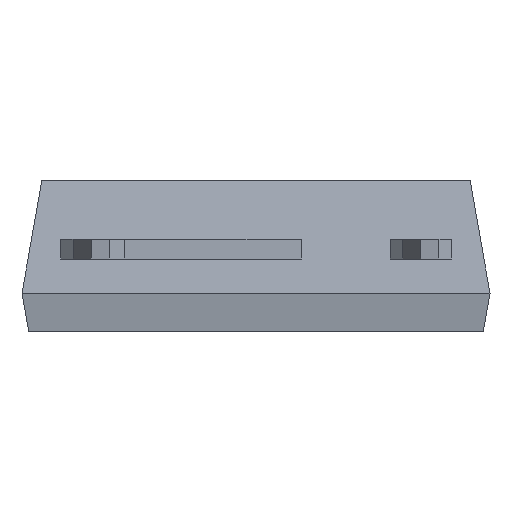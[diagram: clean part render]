
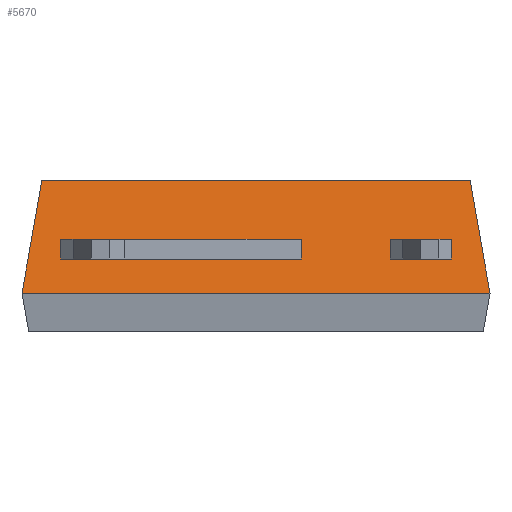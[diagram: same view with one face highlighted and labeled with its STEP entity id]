
A CAD part, front view. The second image highlights one B-rep face of the part: STEP entity #5670.
In plain terms, the highlighted planar face has unit normal (0, -0.985, 0.174).
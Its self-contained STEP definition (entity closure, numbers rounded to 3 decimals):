
#52 = EDGE_CURVE ( 'NONE', #4467, #6363, #7787, .T. ) ;
#206 = ORIENTED_EDGE ( 'NONE', *, *, #2561, .T. ) ;
#260 = LINE ( 'NONE', #6878, #6960 ) ;
#264 = LINE ( 'NONE', #4502, #545 ) ;
#338 = DIRECTION ( 'NONE',  ( 0., 0.174, 0.985 ) ) ;
#373 = CARTESIAN_POINT ( 'NONE',  ( 1.5, -9.761, 1.78 ) ) ;
#379 = VECTOR ( 'NONE', #2009, 1000. ) ;
#475 = LINE ( 'NONE', #4893, #7894 ) ;
#538 = VECTOR ( 'NONE', #3381, 1000. ) ;
#545 = VECTOR ( 'NONE', #6344, 1000. ) ;
#650 = CARTESIAN_POINT ( 'NONE',  ( -7.092, -9.417, 3.73 ) ) ;
#658 = CARTESIAN_POINT ( 'NONE',  ( 4.45, -9.876, 1.13 ) ) ;
#737 = LINE ( 'NONE', #3737, #7204 ) ;
#748 = CARTESIAN_POINT ( 'NONE',  ( -6.47, -9.761, 1.78 ) ) ;
#754 = ORIENTED_EDGE ( 'NONE', *, *, #7788, .T. ) ;
#815 = FACE_OUTER_BOUND ( 'NONE', #1013, .T. ) ;
#931 = VERTEX_POINT ( 'NONE', #748 ) ;
#956 = VERTEX_POINT ( 'NONE', #3618 ) ;
#1013 = EDGE_LOOP ( 'NONE', ( #5745, #3813, #6770, #2550 ) ) ;
#1014 = EDGE_CURVE ( 'NONE', #5194, #931, #7528, .T. ) ;
#1021 = EDGE_CURVE ( 'NONE', #931, #4467, #3943, .T. ) ;
#1027 = CARTESIAN_POINT ( 'NONE',  ( -7.75, -9.761, 1.78 ) ) ;
#1198 = DIRECTION ( 'NONE',  ( 0., -0.174, -0.985 ) ) ;
#1220 = EDGE_CURVE ( 'NONE', #7466, #6117, #4041, .T. ) ;
#1226 = CARTESIAN_POINT ( 'NONE',  ( 7.092, -9.417, 3.73 ) ) ;
#1238 = LINE ( 'NONE', #5502, #7387 ) ;
#1284 = CARTESIAN_POINT ( 'NONE',  ( 6.47, -10.075, 0. ) ) ;
#1301 = LINE ( 'NONE', #7358, #3729 ) ;
#1442 = CARTESIAN_POINT ( 'NONE',  ( -7.75, -10.075, 0. ) ) ;
#1464 = DIRECTION ( 'NONE',  ( 0., -0.174, -0.985 ) ) ;
#1497 = FACE_BOUND ( 'NONE', #5890, .T. ) ;
#1644 = DIRECTION ( 'NONE',  ( 0., -0.174, -0.985 ) ) ;
#1936 = FACE_BOUND ( 'NONE', #3172, .T. ) ;
#1984 = EDGE_CURVE ( 'NONE', #4034, #956, #4352, .T. ) ;
#2007 = PLANE ( 'NONE',  #6046 ) ;
#2009 = DIRECTION ( 'NONE',  ( 0., 0.174, 0.985 ) ) ;
#2026 = LINE ( 'NONE', #4576, #538 ) ;
#2115 = ORIENTED_EDGE ( 'NONE', *, *, #4976, .T. ) ;
#2214 = CARTESIAN_POINT ( 'NONE',  ( 6.47, -9.761, 1.78 ) ) ;
#2493 = CARTESIAN_POINT ( 'NONE',  ( -7.75, -10.075, 0. ) ) ;
#2550 = ORIENTED_EDGE ( 'NONE', *, *, #6012, .T. ) ;
#2561 = EDGE_CURVE ( 'NONE', #6117, #3142, #2026, .T. ) ;
#2770 = ORIENTED_EDGE ( 'NONE', *, *, #1014, .T. ) ;
#2799 = EDGE_CURVE ( 'NONE', #4540, #7258, #6926, .T. ) ;
#2866 = ORIENTED_EDGE ( 'NONE', *, *, #1984, .T. ) ;
#2999 = CARTESIAN_POINT ( 'NONE',  ( -6.47, -9.876, 1.13 ) ) ;
#3034 = EDGE_CURVE ( 'NONE', #6060, #4034, #4152, .T. ) ;
#3142 = VERTEX_POINT ( 'NONE', #4227 ) ;
#3172 = EDGE_LOOP ( 'NONE', ( #2866, #4247, #2115, #5692 ) ) ;
#3243 = DIRECTION ( 'NONE',  ( -0.171, -0.171, -0.97 ) ) ;
#3281 = CARTESIAN_POINT ( 'NONE',  ( -1.5, -10.075, 0. ) ) ;
#3308 = ORIENTED_EDGE ( 'NONE', *, *, #6236, .T. ) ;
#3377 = VERTEX_POINT ( 'NONE', #1226 ) ;
#3381 = DIRECTION ( 'NONE',  ( -1., 0., 0. ) ) ;
#3454 = DIRECTION ( 'NONE',  ( 1., 0., 0. ) ) ;
#3466 = DIRECTION ( 'NONE',  ( 0., -0.174, -0.985 ) ) ;
#3510 = EDGE_CURVE ( 'NONE', #956, #4139, #737, .T. ) ;
#3583 = CARTESIAN_POINT ( 'NONE',  ( -4.45, -9.876, 1.13 ) ) ;
#3618 = CARTESIAN_POINT ( 'NONE',  ( 6.47, -9.876, 1.13 ) ) ;
#3729 = VECTOR ( 'NONE', #4890, 1000. ) ;
#3737 = CARTESIAN_POINT ( 'NONE',  ( -7.75, -9.876, 1.13 ) ) ;
#3765 = EDGE_CURVE ( 'NONE', #6363, #5194, #1301, .T. ) ;
#3813 = ORIENTED_EDGE ( 'NONE', *, *, #6893, .F. ) ;
#3831 = VECTOR ( 'NONE', #1198, 1000. ) ;
#3844 = VERTEX_POINT ( 'NONE', #650 ) ;
#3864 = DIRECTION ( 'NONE',  ( 1., 0., 0. ) ) ;
#3886 = DIRECTION ( 'NONE',  ( 1., 0., 0. ) ) ;
#3943 = LINE ( 'NONE', #6909, #5488 ) ;
#4034 = VERTEX_POINT ( 'NONE', #2214 ) ;
#4035 = CARTESIAN_POINT ( 'NONE',  ( -4.45, -10.075, 0. ) ) ;
#4041 = LINE ( 'NONE', #6437, #4218 ) ;
#4109 = CARTESIAN_POINT ( 'NONE',  ( 1.5, -9.876, 1.13 ) ) ;
#4139 = VERTEX_POINT ( 'NONE', #658 ) ;
#4152 = LINE ( 'NONE', #1027, #5904 ) ;
#4159 = CARTESIAN_POINT ( 'NONE',  ( 7.75, -10.075, 0. ) ) ;
#4183 = CARTESIAN_POINT ( 'NONE',  ( -7.75, -9.417, 3.73 ) ) ;
#4218 = VECTOR ( 'NONE', #1644, 1000. ) ;
#4227 = CARTESIAN_POINT ( 'NONE',  ( -1.5, -9.876, 1.13 ) ) ;
#4247 = ORIENTED_EDGE ( 'NONE', *, *, #3510, .T. ) ;
#4352 = LINE ( 'NONE', #1284, #3831 ) ;
#4467 = VERTEX_POINT ( 'NONE', #6877 ) ;
#4502 = CARTESIAN_POINT ( 'NONE',  ( 4.45, -10.075, 0. ) ) ;
#4540 = VERTEX_POINT ( 'NONE', #2493 ) ;
#4576 = CARTESIAN_POINT ( 'NONE',  ( -7.75, -9.876, 1.13 ) ) ;
#4584 = VECTOR ( 'NONE', #3466, 1000. ) ;
#4692 = CARTESIAN_POINT ( 'NONE',  ( 4.45, -9.761, 1.78 ) ) ;
#4890 = DIRECTION ( 'NONE',  ( -1., 0., 0. ) ) ;
#4893 = CARTESIAN_POINT ( 'NONE',  ( 7.16, -9.485, 3.345 ) ) ;
#4910 = CARTESIAN_POINT ( 'NONE',  ( -1.5, -9.761, 1.78 ) ) ;
#4976 = EDGE_CURVE ( 'NONE', #4139, #6060, #264, .T. ) ;
#5140 = ORIENTED_EDGE ( 'NONE', *, *, #1220, .T. ) ;
#5179 = VERTEX_POINT ( 'NONE', #4910 ) ;
#5194 = VERTEX_POINT ( 'NONE', #2999 ) ;
#5211 = LINE ( 'NONE', #4183, #5965 ) ;
#5448 = DIRECTION ( 'NONE',  ( 0.171, -0.171, -0.97 ) ) ;
#5488 = VECTOR ( 'NONE', #3864, 1000. ) ;
#5502 = CARTESIAN_POINT ( 'NONE',  ( -7.75, -9.761, 1.78 ) ) ;
#5670 = ADVANCED_FACE ( 'NONE', ( #1936, #1497, #6826, #815 ), #2007, .T. ) ;
#5692 = ORIENTED_EDGE ( 'NONE', *, *, #3034, .T. ) ;
#5705 = CARTESIAN_POINT ( 'NONE',  ( -6.47, -10.075, 0. ) ) ;
#5745 = ORIENTED_EDGE ( 'NONE', *, *, #2799, .T. ) ;
#5890 = EDGE_LOOP ( 'NONE', ( #206, #3308, #754, #5140 ) ) ;
#5904 = VECTOR ( 'NONE', #3454, 1000. ) ;
#5965 = VECTOR ( 'NONE', #7237, 1000. ) ;
#6012 = EDGE_CURVE ( 'NONE', #3844, #4540, #260, .T. ) ;
#6046 = AXIS2_PLACEMENT_3D ( 'NONE', #6868, #6331, #1464 ) ;
#6060 = VERTEX_POINT ( 'NONE', #4692 ) ;
#6117 = VERTEX_POINT ( 'NONE', #4109 ) ;
#6236 = EDGE_CURVE ( 'NONE', #3142, #5179, #7654, .T. ) ;
#6331 = DIRECTION ( 'NONE',  ( 0., -0.985, 0.174 ) ) ;
#6344 = DIRECTION ( 'NONE',  ( 0., 0.174, 0.985 ) ) ;
#6363 = VERTEX_POINT ( 'NONE', #3583 ) ;
#6437 = CARTESIAN_POINT ( 'NONE',  ( 1.5, -10.075, 0. ) ) ;
#6681 = VECTOR ( 'NONE', #3886, 1000. ) ;
#6751 = DIRECTION ( 'NONE',  ( 1., 0., 0. ) ) ;
#6770 = ORIENTED_EDGE ( 'NONE', *, *, #7457, .F. ) ;
#6777 = DIRECTION ( 'NONE',  ( -1., 0., 0. ) ) ;
#6826 = FACE_BOUND ( 'NONE', #7939, .T. ) ;
#6831 = VECTOR ( 'NONE', #338, 1000. ) ;
#6868 = CARTESIAN_POINT ( 'NONE',  ( -7.75, -10.075, 0. ) ) ;
#6877 = CARTESIAN_POINT ( 'NONE',  ( -4.45, -9.761, 1.78 ) ) ;
#6878 = CARTESIAN_POINT ( 'NONE',  ( -7.75, -10.075, 0. ) ) ;
#6893 = EDGE_CURVE ( 'NONE', #3377, #7258, #475, .T. ) ;
#6909 = CARTESIAN_POINT ( 'NONE',  ( -7.75, -9.761, 1.78 ) ) ;
#6926 = LINE ( 'NONE', #1442, #6681 ) ;
#6960 = VECTOR ( 'NONE', #3243, 1000. ) ;
#7204 = VECTOR ( 'NONE', #6777, 1000. ) ;
#7237 = DIRECTION ( 'NONE',  ( 1., 0., 0. ) ) ;
#7258 = VERTEX_POINT ( 'NONE', #4159 ) ;
#7358 = CARTESIAN_POINT ( 'NONE',  ( -7.75, -9.876, 1.13 ) ) ;
#7387 = VECTOR ( 'NONE', #6751, 1000. ) ;
#7457 = EDGE_CURVE ( 'NONE', #3844, #3377, #5211, .T. ) ;
#7466 = VERTEX_POINT ( 'NONE', #373 ) ;
#7528 = LINE ( 'NONE', #5705, #379 ) ;
#7568 = ORIENTED_EDGE ( 'NONE', *, *, #1021, .T. ) ;
#7610 = ORIENTED_EDGE ( 'NONE', *, *, #3765, .T. ) ;
#7654 = LINE ( 'NONE', #3281, #6831 ) ;
#7787 = LINE ( 'NONE', #4035, #4584 ) ;
#7788 = EDGE_CURVE ( 'NONE', #5179, #7466, #1238, .T. ) ;
#7840 = ORIENTED_EDGE ( 'NONE', *, *, #52, .T. ) ;
#7894 = VECTOR ( 'NONE', #5448, 1000. ) ;
#7939 = EDGE_LOOP ( 'NONE', ( #7610, #2770, #7568, #7840 ) ) ;
